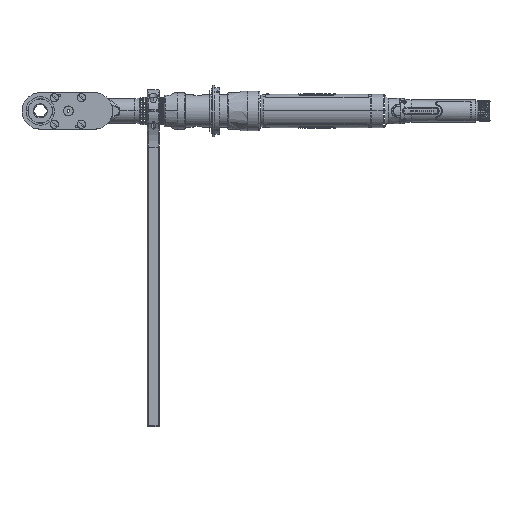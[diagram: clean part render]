
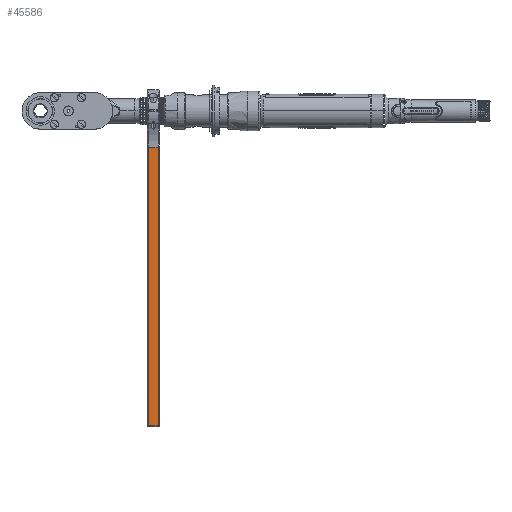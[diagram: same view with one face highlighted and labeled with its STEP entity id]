
A CAD part, top view. The second image highlights one B-rep face of the part: STEP entity #45586.
In plain terms, the highlighted planar face has unit normal (0, 0, 1).
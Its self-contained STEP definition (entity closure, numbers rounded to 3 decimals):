
#43495=DIRECTION('',(1.,0.,0.));
#43496=VECTOR('',#43495,0.63);
#43497=CARTESIAN_POINT('',(-6.53,-2.289,0.588));
#43498=LINE('',#43497,#43496);
#43987=DIRECTION('',(0.,1.,0.));
#43988=VECTOR('',#43987,17.651);
#43989=CARTESIAN_POINT('',(-5.9,-19.94,0.588));
#43990=LINE('',#43989,#43988);
#44090=DIRECTION('',(0.,-1.,0.));
#44091=VECTOR('',#44090,17.651);
#44092=CARTESIAN_POINT('',(-6.53,-2.289,0.588));
#44093=LINE('',#44092,#44091);
#44183=DIRECTION('',(-1.,0.,0.));
#44184=VECTOR('',#44183,0.63);
#44185=CARTESIAN_POINT('',(-5.9,-19.94,0.588));
#44186=LINE('',#44185,#44184);
#44900=CARTESIAN_POINT('',(-5.9,-19.94,0.588));
#44901=CARTESIAN_POINT('',(-6.53,-19.94,0.588));
#44902=VERTEX_POINT('',#44900);
#44903=VERTEX_POINT('',#44901);
#44904=CARTESIAN_POINT('',(-6.53,-2.289,0.588));
#44905=VERTEX_POINT('',#44904);
#44936=CARTESIAN_POINT('',(-5.9,-2.289,0.588));
#44937=VERTEX_POINT('',#44936);
#45571=CARTESIAN_POINT('',(-6.59,-2.289,0.588));
#45572=DIRECTION('',(0.,0.,1.));
#45573=DIRECTION('',(0.,-1.,0.));
#45574=AXIS2_PLACEMENT_3D('',#45571,#45572,#45573);
#45575=PLANE('',#45574);
#45577=ORIENTED_EDGE('',*,*,#45576,.T.);
#45579=ORIENTED_EDGE('',*,*,#45578,.F.);
#45581=ORIENTED_EDGE('',*,*,#45580,.T.);
#45583=ORIENTED_EDGE('',*,*,#45582,.F.);
#45584=EDGE_LOOP('',(#45577,#45579,#45581,#45583));
#45585=FACE_OUTER_BOUND('',#45584,.F.);
#45586=ADVANCED_FACE('',(#45585),#45575,.T.);
#45576=EDGE_CURVE('',#44902,#44903,#44186,.T.);
#45578=EDGE_CURVE('',#44905,#44903,#44093,.T.);
#45580=EDGE_CURVE('',#44905,#44937,#43498,.T.);
#45582=EDGE_CURVE('',#44902,#44937,#43990,.T.);
